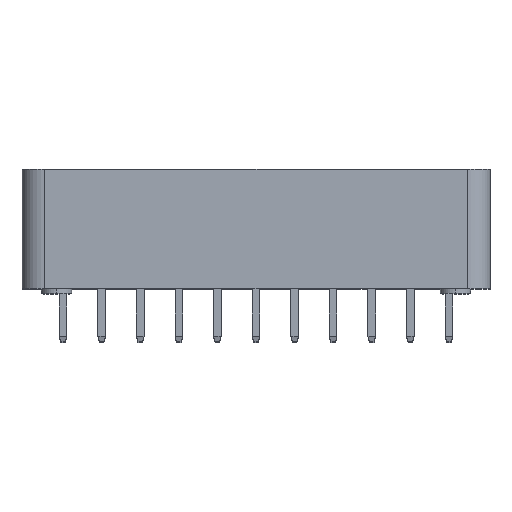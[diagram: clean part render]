
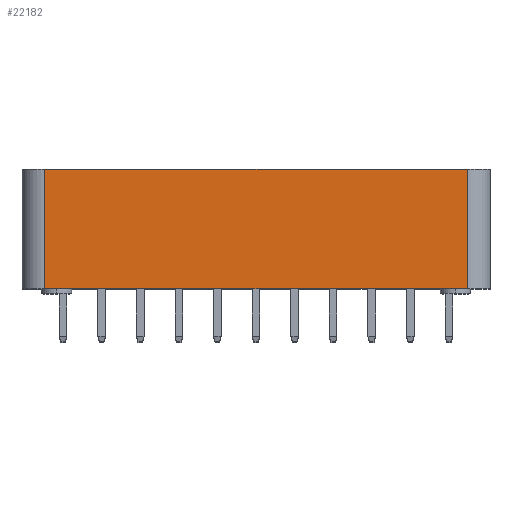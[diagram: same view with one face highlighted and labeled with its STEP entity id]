
A CAD part, top view. The second image highlights one B-rep face of the part: STEP entity #22182.
In plain terms, the highlighted planar face has unit normal (0, 0, 1).
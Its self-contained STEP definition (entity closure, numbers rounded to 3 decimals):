
#2540 = ORIENTED_EDGE ( 'NONE', *, *, #3304, .T. ) ;
#3304 = EDGE_CURVE ( 'NONE', #28563, #38471, #25144, .T. ) ;
#3508 = CARTESIAN_POINT ( 'NONE',  ( -13.9, 0.3, 15.4 ) ) ;
#5275 = AXIS2_PLACEMENT_3D ( 'NONE', #44300, #13418, #20420 ) ;
#5686 = EDGE_CURVE ( 'NONE', #30457, #37955, #23870, .T. ) ;
#7697 = LINE ( 'NONE', #31823, #8505 ) ;
#8156 = DIRECTION ( 'NONE',  ( 0., -1., 0. ) ) ;
#8505 = VECTOR ( 'NONE', #8156, 1000. ) ;
#12263 = EDGE_CURVE ( 'NONE', #38471, #37955, #36427, .T. ) ;
#12761 = DIRECTION ( 'NONE',  ( 0., 1., 0. ) ) ;
#13418 = DIRECTION ( 'NONE',  ( 0., 0., -1. ) ) ;
#14950 = ORIENTED_EDGE ( 'NONE', *, *, #5686, .F. ) ;
#16820 = EDGE_LOOP ( 'NONE', ( #14950, #31329, #2540, #42704 ) ) ;
#16858 = VECTOR ( 'NONE', #12761, 1000. ) ;
#20420 = DIRECTION ( 'NONE',  ( -1., 0., 0. ) ) ;
#22182 = ADVANCED_FACE ( 'NONE', ( #41814 ), #24730, .F. ) ;
#23870 = LINE ( 'NONE', #30402, #40155 ) ;
#24730 = PLANE ( 'NONE',  #5275 ) ;
#25144 = LINE ( 'NONE', #32314, #26472 ) ;
#26315 = CARTESIAN_POINT ( 'NONE',  ( 13.9, 0.3, 15.4 ) ) ;
#26472 = VECTOR ( 'NONE', #38859, 1000. ) ;
#27036 = DIRECTION ( 'NONE',  ( 1., 0., 0. ) ) ;
#28563 = VERTEX_POINT ( 'NONE', #3508 ) ;
#29247 = CARTESIAN_POINT ( 'NONE',  ( -13.9, 8.15, 15.4 ) ) ;
#29916 = CARTESIAN_POINT ( 'NONE',  ( 13.9, 59.858, 15.4 ) ) ;
#30402 = CARTESIAN_POINT ( 'NONE',  ( 15.4, 8.15, 15.4 ) ) ;
#30457 = VERTEX_POINT ( 'NONE', #29247 ) ;
#31098 = EDGE_CURVE ( 'NONE', #30457, #28563, #7697, .T. ) ;
#31329 = ORIENTED_EDGE ( 'NONE', *, *, #31098, .T. ) ;
#31823 = CARTESIAN_POINT ( 'NONE',  ( -13.9, 59.858, 15.4 ) ) ;
#32314 = CARTESIAN_POINT ( 'NONE',  ( 15.4, 0.3, 15.4 ) ) ;
#36427 = LINE ( 'NONE', #29916, #16858 ) ;
#37955 = VERTEX_POINT ( 'NONE', #42431 ) ;
#38471 = VERTEX_POINT ( 'NONE', #26315 ) ;
#38859 = DIRECTION ( 'NONE',  ( 1., 0., 0. ) ) ;
#40155 = VECTOR ( 'NONE', #27036, 1000. ) ;
#41814 = FACE_OUTER_BOUND ( 'NONE', #16820, .T. ) ;
#42431 = CARTESIAN_POINT ( 'NONE',  ( 13.9, 8.15, 15.4 ) ) ;
#42704 = ORIENTED_EDGE ( 'NONE', *, *, #12263, .T. ) ;
#44300 = CARTESIAN_POINT ( 'NONE',  ( 15.4, 59.858, 15.4 ) ) ;
